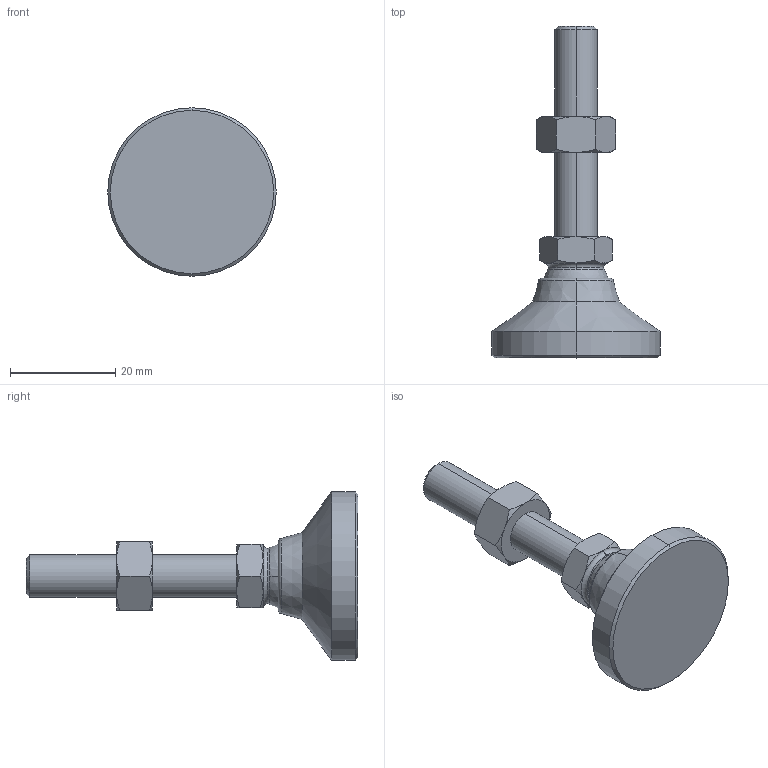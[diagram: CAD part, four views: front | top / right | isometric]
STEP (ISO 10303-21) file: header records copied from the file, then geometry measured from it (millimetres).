
FILE_DESCRIPTION (( 'STEP AP214' ), '1' );
FILE_NAME ('M8 Stem Mt Leveling Foot_40mm Stud (1400kg).STEP', '2024-08-06T14:43:49', ( '' ), ( '' ), 'SwSTEP 2.0', 'SolidWorks 2020', '' );
FILE_SCHEMA (( 'AUTOMOTIVE_DESIGN' ));
Length unit declared in the file: millimetre
Products named in the file (1): M8 Stem Mt Leveling Foot_40mm Stud  (1400kg)
Bounding box: 32 x 63 x 32 mm (x, y, z)
Volume: 11159.8 mm3; surface area: 4963 mm2
Topology: 3 solids, 3 shells, 72 faces, 160 edges, 92 vertices
Faces by surface type: cone 38, plane 18, torus 6, cylinder 6, sphere 4
Entity records: 3024 total; most frequent: CARTESIAN_POINT 693, DIRECTION 318, ORIENTED_EDGE 300, EDGE_CURVE 150, AXIS2_PLACEMENT_3D 143, VERTEX_POINT 86, UNCERTAINTY_MEASURE_WITH_UNIT 77, COLOUR_RGB 76
